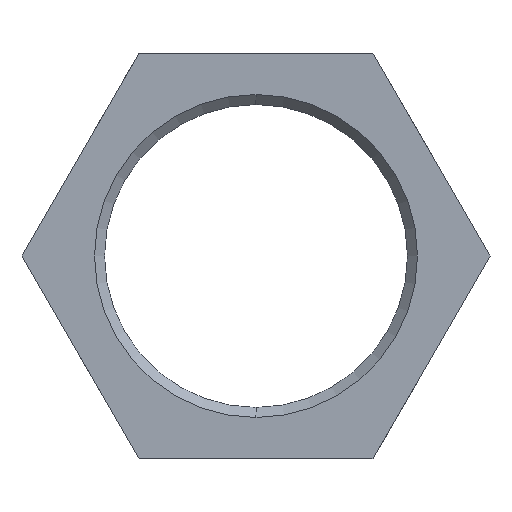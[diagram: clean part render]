
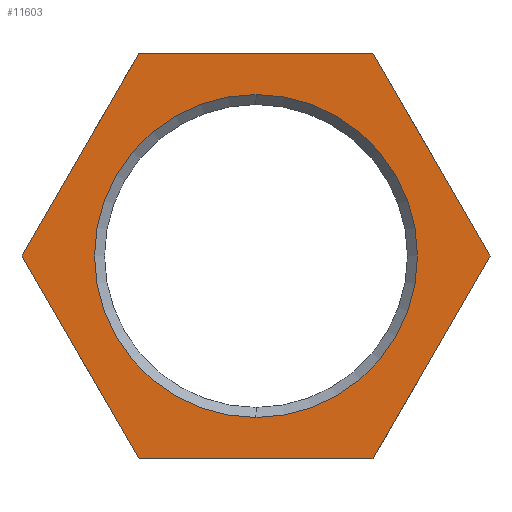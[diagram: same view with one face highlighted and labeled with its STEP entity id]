
A CAD part, left-side view. The second image highlights one B-rep face of the part: STEP entity #11603.
In plain terms, the highlighted planar face has unit normal (-1, 0, 0).
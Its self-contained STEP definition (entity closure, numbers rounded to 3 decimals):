
#19 = EDGE_CURVE ( 'NONE', #6616, #3832, #5575, .T. ) ;
#283 = DIRECTION ( 'NONE',  ( 0., 0., 1. ) ) ;
#327 = PLANE ( 'NONE',  #10020 ) ;
#603 = VECTOR ( 'NONE', #1666, 1000. ) ;
#722 = CARTESIAN_POINT ( 'NONE',  ( -12., -38.481, 6.651 ) ) ;
#804 = AXIS2_PLACEMENT_3D ( 'NONE', #7530, #1895, #8558 ) ;
#1227 = VECTOR ( 'NONE', #6550, 1000. ) ;
#1229 = CARTESIAN_POINT ( 'NONE',  ( -12., 25., 30. ) ) ;
#1443 = LINE ( 'NONE', #11953, #3332 ) ;
#1666 = DIRECTION ( 'NONE',  ( 0., 0.5, -0.866 ) ) ;
#1814 = CARTESIAN_POINT ( 'NONE',  ( -12., 17.321, 30. ) ) ;
#1888 = EDGE_CURVE ( 'NONE', #3946, #11480, #4924, .T. ) ;
#1895 = DIRECTION ( 'NONE',  ( 1., 0., 0. ) ) ;
#2171 = DIRECTION ( 'NONE',  ( 0., -1., 0. ) ) ;
#2690 = ORIENTED_EDGE ( 'NONE', *, *, #9922, .F. ) ;
#2861 = DIRECTION ( 'NONE',  ( 0., -0.5, 0.866 ) ) ;
#2951 = CARTESIAN_POINT ( 'NONE',  ( -12., -17.321, -30. ) ) ;
#3148 = DIRECTION ( 'NONE',  ( -1., 0., 0. ) ) ;
#3332 = VECTOR ( 'NONE', #4271, 1000. ) ;
#3583 = FACE_BOUND ( 'NONE', #10846, .T. ) ;
#3711 = CARTESIAN_POINT ( 'NONE',  ( -12., 0., -23.9 ) ) ;
#3832 = VERTEX_POINT ( 'NONE', #2951 ) ;
#3866 = EDGE_CURVE ( 'NONE', #5450, #8996, #4504, .T. ) ;
#3946 = VERTEX_POINT ( 'NONE', #7824 ) ;
#4271 = DIRECTION ( 'NONE',  ( 0., 0.5, 0.866 ) ) ;
#4324 = VECTOR ( 'NONE', #2171, 1000. ) ;
#4427 = ORIENTED_EDGE ( 'NONE', *, *, #4494, .T. ) ;
#4494 = EDGE_CURVE ( 'NONE', #11480, #3946, #9976, .T. ) ;
#4496 = CARTESIAN_POINT ( 'NONE',  ( -12., -17.321, 30. ) ) ;
#4504 = LINE ( 'NONE', #12216, #12185 ) ;
#4581 = EDGE_CURVE ( 'NONE', #7358, #5450, #1443, .T. ) ;
#4924 = CIRCLE ( 'NONE', #804, 23.9 ) ;
#5450 = VERTEX_POINT ( 'NONE', #8722 ) ;
#5575 = LINE ( 'NONE', #722, #603 ) ;
#6319 = CARTESIAN_POINT ( 'NONE',  ( -12., -25., -30. ) ) ;
#6550 = DIRECTION ( 'NONE',  ( 0., -0.5, -0.866 ) ) ;
#6616 = VERTEX_POINT ( 'NONE', #11017 ) ;
#6636 = CARTESIAN_POINT ( 'NONE',  ( -12., -13.481, 36.651 ) ) ;
#6666 = LINE ( 'NONE', #6636, #1227 ) ;
#6953 = VECTOR ( 'NONE', #8305, 1000. ) ;
#7092 = LINE ( 'NONE', #6319, #6953 ) ;
#7121 = VERTEX_POINT ( 'NONE', #4496 ) ;
#7166 = ORIENTED_EDGE ( 'NONE', *, *, #11576, .F. ) ;
#7251 = CARTESIAN_POINT ( 'NONE',  ( -12., 0., 0. ) ) ;
#7358 = VERTEX_POINT ( 'NONE', #11502 ) ;
#7368 = ORIENTED_EDGE ( 'NONE', *, *, #3866, .F. ) ;
#7530 = CARTESIAN_POINT ( 'NONE',  ( -12., 0., 0. ) ) ;
#7736 = LINE ( 'NONE', #1229, #4324 ) ;
#7824 = CARTESIAN_POINT ( 'NONE',  ( -12., 0., 23.9 ) ) ;
#8059 = ORIENTED_EDGE ( 'NONE', *, *, #4581, .F. ) ;
#8305 = DIRECTION ( 'NONE',  ( 0., 1., 0. ) ) ;
#8558 = DIRECTION ( 'NONE',  ( 0., 0., -1. ) ) ;
#8722 = CARTESIAN_POINT ( 'NONE',  ( -12., 34.641, 0. ) ) ;
#8787 = ORIENTED_EDGE ( 'NONE', *, *, #1888, .T. ) ;
#8996 = VERTEX_POINT ( 'NONE', #1814 ) ;
#9418 = AXIS2_PLACEMENT_3D ( 'NONE', #7251, #10019, #11051 ) ;
#9567 = ORIENTED_EDGE ( 'NONE', *, *, #10753, .F. ) ;
#9922 = EDGE_CURVE ( 'NONE', #7121, #6616, #6666, .T. ) ;
#9976 = CIRCLE ( 'NONE', #9418, 23.9 ) ;
#10019 = DIRECTION ( 'NONE',  ( 1., 0., 0. ) ) ;
#10020 = AXIS2_PLACEMENT_3D ( 'NONE', #11503, #3148, #283 ) ;
#10236 = FACE_OUTER_BOUND ( 'NONE', #12218, .T. ) ;
#10664 = ORIENTED_EDGE ( 'NONE', *, *, #19, .F. ) ;
#10753 = EDGE_CURVE ( 'NONE', #3832, #7358, #7092, .T. ) ;
#10846 = EDGE_LOOP ( 'NONE', ( #8787, #4427 ) ) ;
#11017 = CARTESIAN_POINT ( 'NONE',  ( -12., -34.641, 0. ) ) ;
#11051 = DIRECTION ( 'NONE',  ( 0., 0., -1. ) ) ;
#11480 = VERTEX_POINT ( 'NONE', #3711 ) ;
#11502 = CARTESIAN_POINT ( 'NONE',  ( -12., 17.321, -30. ) ) ;
#11503 = CARTESIAN_POINT ( 'NONE',  ( -12., 40.42, 0. ) ) ;
#11576 = EDGE_CURVE ( 'NONE', #8996, #7121, #7736, .T. ) ;
#11603 = ADVANCED_FACE ( 'NONE', ( #10236, #3583 ), #327, .T. ) ;
#11953 = CARTESIAN_POINT ( 'NONE',  ( -12., 13.481, -36.651 ) ) ;
#12185 = VECTOR ( 'NONE', #2861, 1000. ) ;
#12216 = CARTESIAN_POINT ( 'NONE',  ( -12., 38.481, -6.651 ) ) ;
#12218 = EDGE_LOOP ( 'NONE', ( #10664, #2690, #7166, #7368, #8059, #9567 ) ) ;
